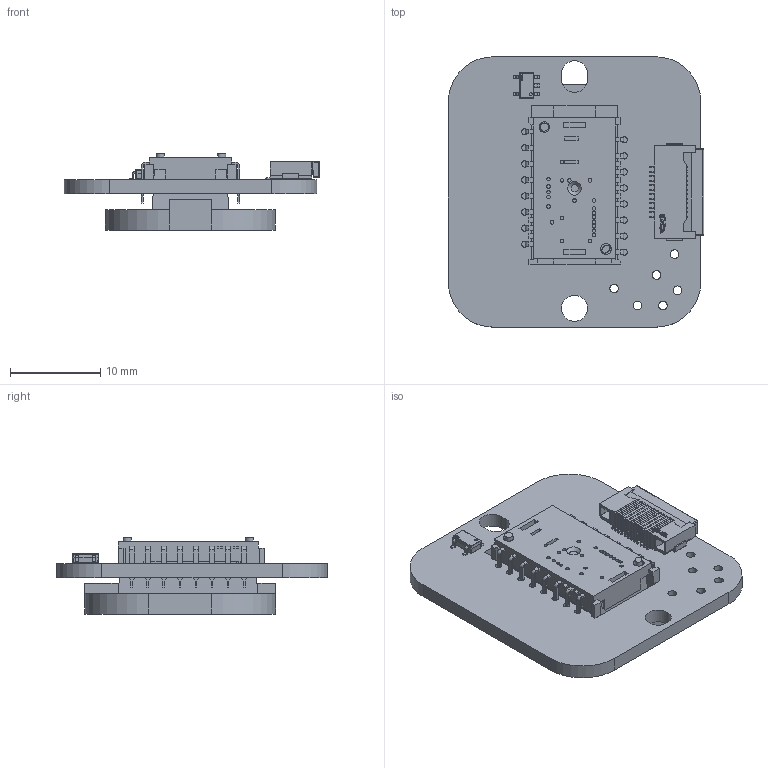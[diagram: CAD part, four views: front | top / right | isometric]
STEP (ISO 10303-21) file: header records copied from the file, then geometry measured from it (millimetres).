
FILE_DESCRIPTION(/* description */ ('Designed by EasyEDA Pro'),/* implementation_level */ '2;1');
FILE_NAME(/* name */ '3389 skree vik.step',/* time_stamp */ '2025-12-04T15:19:55-05:00',/* author */ (''),/* organization */ (''),/* preprocessor_version */ 'ST-DEVELOPER v20.1',/* originating_system */ 'Autodesk Translation Framework v14.21.0.0',/* authorisation */ '');
FILE_SCHEMA (('AUTOMOTIVE_DESIGN { 1 0 10303 214 3 1 1 }'));
Products named in the file (9): EasyEDA PCB Model~zRG0; Board~zRG0; U2~SOT-23-5_L2.9-W1.6-P0.95-LS2.8-BR~SOT-23-5_L2.9-W1.6-P0.95-LS2.8-B
R~zRG0; SOT-23-5_L2.9-W1.6-P0.95-LS2.8-BR~SOT-23-5_L2.9-W1.6-P0.95-LS2.8-BR~z
RG0; U3~3389 VIK CUSTOMIZED~FPC-SMD_FPC05012-09200~zRG0; 3389 VIK CUSTOMIZED~FPC-SMD_FPC05012-09200~zRG0; U1~PDIP-16_L16.2-W9.1-P1.78-TL_PMW3389DM-T3QU~PDIP-16_L16.2-W9.1-P1.7
8-TL_PMW3389DM-T3QU~zRG0; PDIP-16_L16.2-W9.1-P1.78-TL_PMW3389DM-T3QU~PDIP-16_L16.2-W9.1-P1.78-T
L_PMW3389DM-T3QU~zRG0; 2025-11-18-16-57-10-210
Assembly tree (8 placements, depth 3):
  EasyEDA PCB Model~zRG0
    Board~zRG0
    U2~SOT-23-5_L2.9-W1.6-P0.95-LS2.8-BR~SOT-23-5_L2.9-W1.6-P0.95-LS2.8-B
R~zRG0
      SOT-23-5_L2.9-W1.6-P0.95-LS2.8-BR~SOT-23-5_L2.9-W1.6-P0.95-LS2.8-BR~z
RG0
    U3~3389 VIK CUSTOMIZED~FPC-SMD_FPC05012-09200~zRG0
      3389 VIK CUSTOMIZED~FPC-SMD_FPC05012-09200~zRG0
    U1~PDIP-16_L16.2-W9.1-P1.78-TL_PMW3389DM-T3QU~PDIP-16_L16.2-W9.1-P1.7
8-TL_PMW3389DM-T3QU~zRG0
      PDIP-16_L16.2-W9.1-P1.78-TL_PMW3389DM-T3QU~PDIP-16_L16.2-W9.1-P1.78-T
L_PMW3389DM-T3QU~zRG0
    2025-11-18-16-57-10-210
Bounding box: 28.3 x 29.97 x 8.46 mm (x, y, z)
Volume: 2339.4 mm3; surface area: 4215.5 mm2
Topology: 35 solids, 35 shells, 1888 faces, 5304 edges, 3561 vertices
Faces by surface type: plane 1339, cylinder 306, bspline 223, sphere 16, cone 3, torus 1
Full cylindrical faces by diameter (mm): 0.322 x1, 0.375 x1, 0.376 x1, 0.378 x2, 0.38 x1, 0.383 x1, 0.391 x1, 0.392 x1, 0.396 x1, 0.397 x1, 0.4 x1, 0.403 x1, 0.409 x7, 0.41 x1, 0.412 x1, 0.424 x1, 0.7 x16, 0.75 x1, 0.9 x1, 0.96 x6, 1.158 x2, 1.221 x1, 2.848 x1, 2.9 x1
Entity records: 65461 total; most frequent: CARTESIAN_POINT 14861, ORIENTED_EDGE 10580, DIRECTION 9151, EDGE_CURVE 5290, LINE 4127, VECTOR 4127, VERTEX_POINT 3561, AXIS2_PLACEMENT_3D 2512
